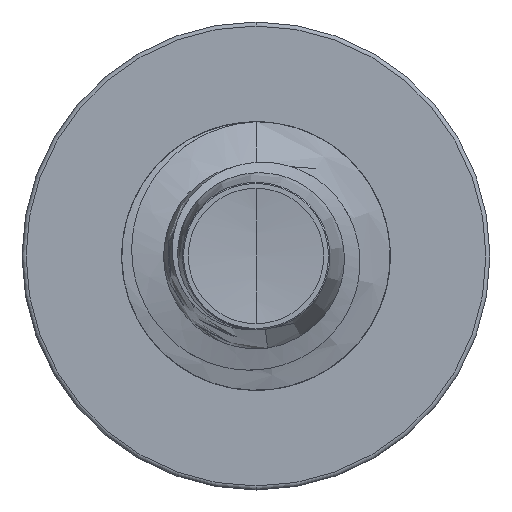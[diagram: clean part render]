
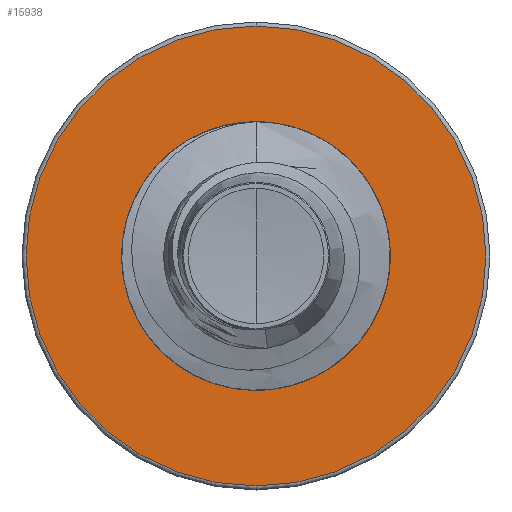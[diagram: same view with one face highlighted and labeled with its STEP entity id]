
A CAD part, front view. The second image highlights one B-rep face of the part: STEP entity #15938.
In plain terms, the highlighted planar face has unit normal (0, -1, 0).
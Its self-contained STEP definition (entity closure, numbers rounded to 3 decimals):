
#1264 = ORIENTED_EDGE ( 'NONE', *, *, #17918, .F. ) ;
#2834 = AXIS2_PLACEMENT_3D ( 'NONE', #13874, #27367, #15921 ) ;
#2933 = CARTESIAN_POINT ( 'NONE',  ( 0., 17.5, 1.722 ) ) ;
#4052 = VERTEX_POINT ( 'NONE', #2933 ) ;
#5231 = AXIS2_PLACEMENT_3D ( 'NONE', #22595, #26343, #14793 ) ;
#5914 = CARTESIAN_POINT ( 'NONE',  ( 0., 17.5, 0. ) ) ;
#6149 = FACE_OUTER_BOUND ( 'NONE', #26563, .T. ) ;
#6318 = EDGE_CURVE ( 'NONE', #11879, #22546, #15013, .T. ) ;
#6469 = AXIS2_PLACEMENT_3D ( 'NONE', #20846, #8358, #22799 ) ;
#7696 = ORIENTED_EDGE ( 'NONE', *, *, #6318, .F. ) ;
#7957 = EDGE_CURVE ( 'NONE', #4052, #25831, #16256, .T. ) ;
#8358 = DIRECTION ( 'NONE',  ( 0., 1., 0. ) ) ;
#8361 = DIRECTION ( 'NONE',  ( 0., 0., 1. ) ) ;
#8573 = CARTESIAN_POINT ( 'NONE',  ( 0., 17.5, 2.998 ) ) ;
#8918 = AXIS2_PLACEMENT_3D ( 'NONE', #21841, #9526, #23774 ) ;
#9526 = DIRECTION ( 'NONE',  ( 0., 1., 0. ) ) ;
#11579 = CIRCLE ( 'NONE', #12911, 1.722 ) ;
#11879 = VERTEX_POINT ( 'NONE', #13473 ) ;
#12911 = AXIS2_PLACEMENT_3D ( 'NONE', #5914, #20849, #8361 ) ;
#13339 = CIRCLE ( 'NONE', #2834, 2.998 ) ;
#13473 = CARTESIAN_POINT ( 'NONE',  ( 0., 17.5, -2.997 ) ) ;
#13675 = ORIENTED_EDGE ( 'NONE', *, *, #7957, .T. ) ;
#13874 = CARTESIAN_POINT ( 'NONE',  ( 0., 17.5, 0. ) ) ;
#14793 = DIRECTION ( 'NONE',  ( 0., 0., 1. ) ) ;
#15013 = CIRCLE ( 'NONE', #6469, 2.998 ) ;
#15921 = DIRECTION ( 'NONE',  ( 0., 0., 1. ) ) ;
#15938 = ADVANCED_FACE ( 'NONE', ( #6149, #27272 ), #20658, .F. ) ;
#16256 = CIRCLE ( 'NONE', #8918, 1.722 ) ;
#16319 = CARTESIAN_POINT ( 'NONE',  ( 0., 17.5, -1.722 ) ) ;
#17632 = EDGE_LOOP ( 'NONE', ( #13675, #24120 ) ) ;
#17918 = EDGE_CURVE ( 'NONE', #22546, #11879, #13339, .T. ) ;
#20658 = PLANE ( 'NONE',  #5231 ) ;
#20846 = CARTESIAN_POINT ( 'NONE',  ( 0., 17.5, 0. ) ) ;
#20849 = DIRECTION ( 'NONE',  ( 0., 1., 0. ) ) ;
#21841 = CARTESIAN_POINT ( 'NONE',  ( 0., 17.5, 0. ) ) ;
#22084 = EDGE_CURVE ( 'NONE', #25831, #4052, #11579, .T. ) ;
#22546 = VERTEX_POINT ( 'NONE', #8573 ) ;
#22595 = CARTESIAN_POINT ( 'NONE',  ( 0., 17.5, -1.722 ) ) ;
#22799 = DIRECTION ( 'NONE',  ( 0., 0., 1. ) ) ;
#23774 = DIRECTION ( 'NONE',  ( 0., 0., 1. ) ) ;
#24120 = ORIENTED_EDGE ( 'NONE', *, *, #22084, .T. ) ;
#25831 = VERTEX_POINT ( 'NONE', #16319 ) ;
#26343 = DIRECTION ( 'NONE',  ( 0., 1., 0. ) ) ;
#26563 = EDGE_LOOP ( 'NONE', ( #1264, #7696 ) ) ;
#27272 = FACE_BOUND ( 'NONE', #17632, .T. ) ;
#27367 = DIRECTION ( 'NONE',  ( 0., 1., 0. ) ) ;
